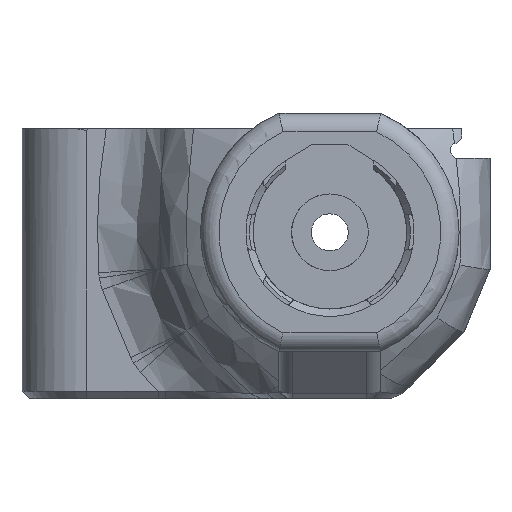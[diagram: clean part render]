
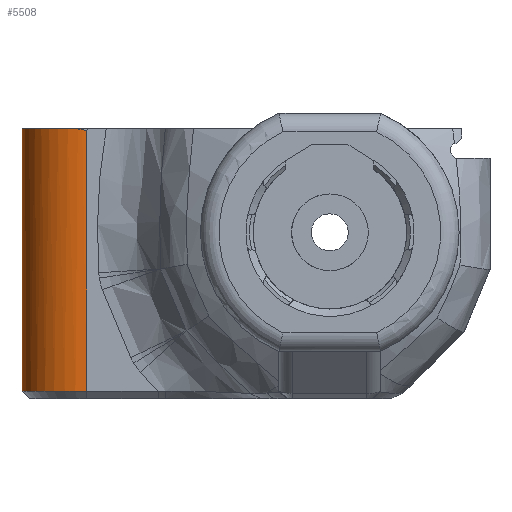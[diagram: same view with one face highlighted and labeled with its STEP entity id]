
A CAD part, front view. The second image highlights one B-rep face of the part: STEP entity #5508.
In plain terms, the highlighted cylindrical face has radius 3.5 mm (diameter 7 mm), a partial arc.
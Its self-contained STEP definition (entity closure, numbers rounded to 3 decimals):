
#153=CYLINDRICAL_SURFACE('',#5867,3.5);
#501=ELLIPSE('',#5868,3.569,3.5);
#506=CIRCLE('',#5755,3.5);
#546=CIRCLE('',#5851,3.5);
#793=FACE_OUTER_BOUND('',#1129,.T.);
#1129=EDGE_LOOP('',(#4034,#4035,#4036,#4037,#4038));
#1464=LINE('',#7733,#1854);
#1580=LINE('',#8843,#1970);
#1854=VECTOR('',#6360,10.);
#1970=VECTOR('',#6630,10.);
#2167=VERTEX_POINT('',#7494);
#2168=VERTEX_POINT('',#7496);
#2251=VERTEX_POINT('',#7731);
#2346=VERTEX_POINT('',#8331);
#2376=VERTEX_POINT('',#8842);
#2712=EDGE_CURVE('',#2168,#2167,#506,.T.);
#2815=EDGE_CURVE('',#2167,#2251,#1464,.T.);
#2950=EDGE_CURVE('',#2346,#2251,#546,.T.);
#3010=EDGE_CURVE('',#2346,#2376,#1580,.T.);
#3011=EDGE_CURVE('',#2376,#2168,#501,.T.);
#4034=ORIENTED_EDGE('',*,*,#2950,.F.);
#4035=ORIENTED_EDGE('',*,*,#3010,.T.);
#4036=ORIENTED_EDGE('',*,*,#3011,.T.);
#4037=ORIENTED_EDGE('',*,*,#2712,.T.);
#4038=ORIENTED_EDGE('',*,*,#2815,.T.);
#5508=ADVANCED_FACE('',(#793),#153,.T.);
#5755=AXIS2_PLACEMENT_3D('',#7497,#6213,#6214);
#5851=AXIS2_PLACEMENT_3D('',#8333,#6573,#6574);
#5867=AXIS2_PLACEMENT_3D('',#8841,#6628,#6629);
#5868=AXIS2_PLACEMENT_3D('',#8844,#6631,#6632);
#6213=DIRECTION('center_axis',(0.,0.,-1.));
#6214=DIRECTION('ref_axis',(-0.707,-0.707,0.));
#6360=DIRECTION('',(0.,0.,-1.));
#6573=DIRECTION('center_axis',(0.,0.,-1.));
#6574=DIRECTION('ref_axis',(-0.707,-0.707,0.));
#6628=DIRECTION('center_axis',(0.,0.,-1.));
#6629=DIRECTION('ref_axis',(-0.707,-0.707,0.));
#6630=DIRECTION('',(0.,0.,1.));
#6631=DIRECTION('center_axis',(-0.195,0.,
-0.981));
#6632=DIRECTION('ref_axis',(-0.981,0.,0.195));
#7494=CARTESIAN_POINT('',(-16.656,2.572,5.6));
#7496=CARTESIAN_POINT('',(-13.642,-0.894,5.6));
#7497=CARTESIAN_POINT('Origin',(-13.156,2.572,5.6));
#7731=CARTESIAN_POINT('',(-16.656,2.572,-8.6));
#7733=CARTESIAN_POINT('',(-16.656,2.572,-4.5));
#8331=CARTESIAN_POINT('',(-13.156,-0.928,-8.6));
#8333=CARTESIAN_POINT('Origin',(-13.156,2.572,-8.6));
#8841=CARTESIAN_POINT('Origin',(-13.156,2.572,-4.5));
#8842=CARTESIAN_POINT('',(-13.156,-0.928,5.504));
#8843=CARTESIAN_POINT('',(-13.156,-0.928,-4.5));
#8844=CARTESIAN_POINT('Origin',(-13.156,2.572,5.504));
